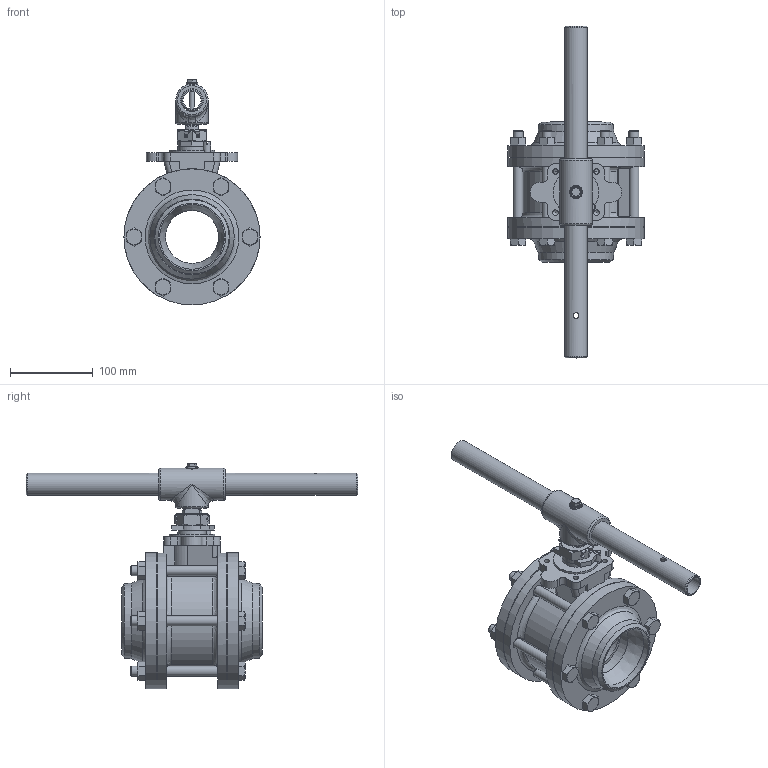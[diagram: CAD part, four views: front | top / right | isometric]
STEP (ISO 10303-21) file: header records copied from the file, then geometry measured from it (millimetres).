
FILE_DESCRIPTION((''),'2;1');
FILE_NAME('GA-A459-30-BWA-W-A-1.stp','2011-05-16T12:36:19',('jaday'),(''),'Autodesk Inventor 2009','Autodesk Inventor 2009','');
FILE_SCHEMA(('AUTOMOTIVE_DESIGN { 1 0 10303 214 1 1 1 1 }'));
Length unit declared in the file: millimetre
Products named in the file (13): GA-A459-30-BWA-W-A-1; GA-B45930-16000-A-1; GA-BM4530-27000-A-1; GA-A459-30-STEM-BUILD-A-1; M12-8-130-110-A-1; M12-8-000-360-A-1; GA-B81925-04038-A-1; GA-B81925-06002-A-1; GA-B81925-52001-A-1; GA-B81925-01005-A-1; B00030-01026-A-1; GA-B81925-60096-A-1; M06-8-045-110-A-1
Assembly tree (23 placements, depth 2):
  GA-A459-30-BWA-W-A-1
    GA-B45930-16000-A-1
    GA-BM4530-27000-A-1  x2
    GA-A459-30-STEM-BUILD-A-1
    M12-8-130-110-A-1  x6
    M12-8-000-360-A-1  x6
    GA-B81925-04038-A-1
    GA-B81925-06002-A-1
    GA-B81925-52001-A-1
    GA-B81925-01005-A-1
    B00030-01026-A-1
    GA-B81925-60096-A-1
    M06-8-045-110-A-1
Bounding box: 164 x 400 x 272.22 mm (x, y, z)
Volume: 2056707.2 mm3; surface area: 378826.8 mm2
Topology: 23 solids, 23 shells, 581 faces, 1368 edges, 846 vertices
Faces by surface type: plane 237, cone 151, cylinder 136, bspline 53, torus 4
Full cylindrical faces by diameter (mm): 4.8 x1, 6 x2, 7 x5, 9 x1, 10.106 x6, 11 x1, 12 x6, 12.5 x12, 12.9 x12, 14 x1, 21.7 x1, 26.9 x1, 27.55 x2, 29 x1, 33.77 x1, 39 x1, 63.625 x3, 77.925 x2, 125 x2, 164 x4
Entity records: 13863 total; most frequent: CARTESIAN_POINT 5256, DIRECTION 1688, ORIENTED_EDGE 1646, EDGE_CURVE 823, AXIS2_PLACEMENT_3D 674, VERTEX_POINT 560, EDGE_LOOP 523, FACE_OUTER_BOUND 371
